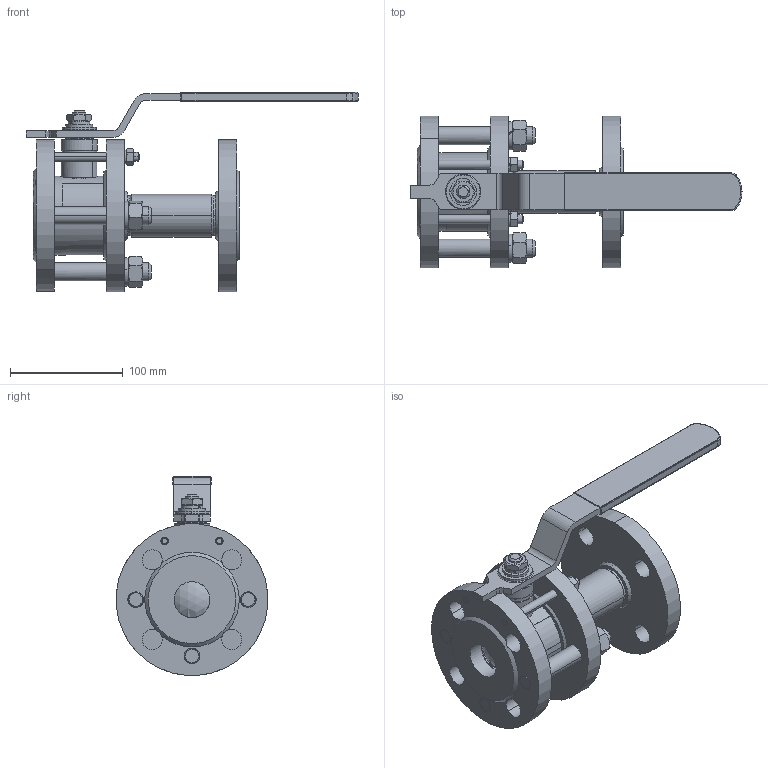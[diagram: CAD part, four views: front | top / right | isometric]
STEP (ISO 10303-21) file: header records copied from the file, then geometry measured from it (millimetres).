
FILE_DESCRIPTION((''),'2;1');
FILE_NAME('ÔÁ39 210 032 900.stp','2012-01-31T12:07:38',('Ãîíòàðåâ ÏÃ'),(''),'Autodesk Inventor 9','Autodesk Inventor 9','');
FILE_SCHEMA(('CONFIG_CONTROL_DESIGN'));
Length unit declared in the file: millimetre
Products named in the file (1): 埡39 210 032 900
Bounding box: 295 x 135 x 177 mm (x, y, z)
Volume: 823804.5 mm3; surface area: 224878.5 mm2
Topology: 1 solids, 8 shells, 589 faces, 1576 edges, 1010 vertices
Faces by surface type: cylinder 204, plane 184, cone 102, bspline 69, torus 26, sphere 4
Entity records: 20053 total; most frequent: CARTESIAN_POINT 4963, DIRECTION 3360, ORIENTED_EDGE 3140, EDGE_CURVE 1570, AXIS2_PLACEMENT_3D 1411, VERTEX_POINT 1008, CIRCLE 828, EDGE_LOOP 681
